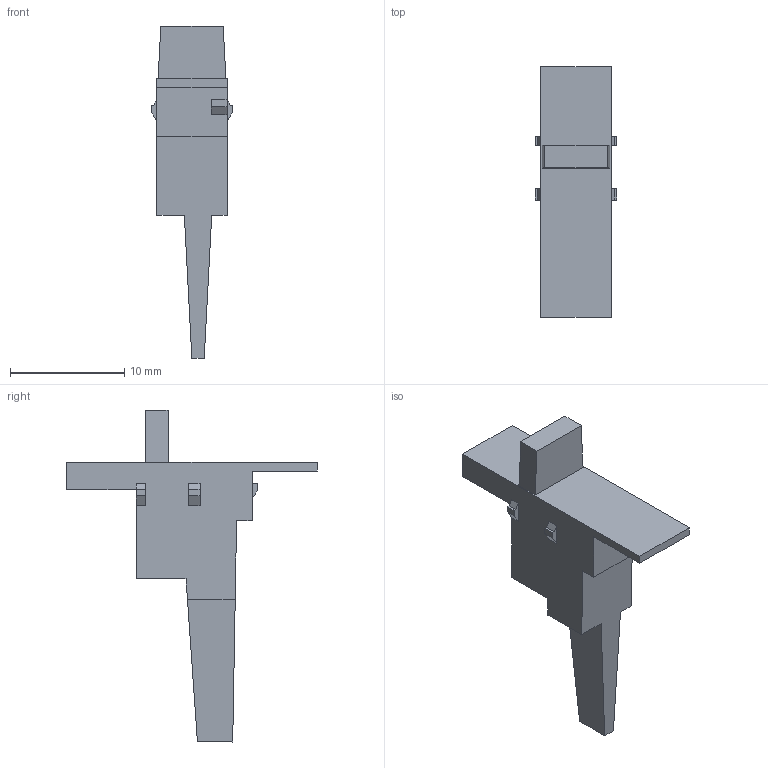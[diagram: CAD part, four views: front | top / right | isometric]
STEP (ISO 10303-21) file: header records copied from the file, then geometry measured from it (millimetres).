
FILE_DESCRIPTION(('Creo Elements/Direct Modeling STEP Export'),'2;1');
FILE_NAME('model.stp','2017-11-23T16:12:01',(''),(''),'Creo Elements/Direct Modeling STEP processor for AP214 (Solid Model)','Creo Elements/Direct Modeling 18.1I 14-Aug-2016 (C) Parametric Technology GmbH','');
FILE_SCHEMA(('AUTOMOTIVE_DESIGN { 1 0 10303 214 1 1 1 1 }'));
Length unit declared in the file: millimetre
Products named in the file (2): S-UT_6-T-HV-select
Assembly tree (1 placements, depth 2):
  S-UT_6-T-HV-select
    S-UT_6-T-HV-select
Bounding box: 7.15 x 21.95 x 29.1 mm (x, y, z)
Volume: 892.9 mm3; surface area: 868.1 mm2
Topology: 1 solids, 1 shells, 49 faces, 132 edges, 88 vertices
Faces by surface type: plane 49
Entity records: 1929 total; most frequent: CARTESIAN_POINT 268, ORIENTED_EDGE 264, DIRECTION 229, EDGE_CURVE 132, VECTOR 131, LINE 131, VERTEX_POINT 88, EDGE_LOOP 52
